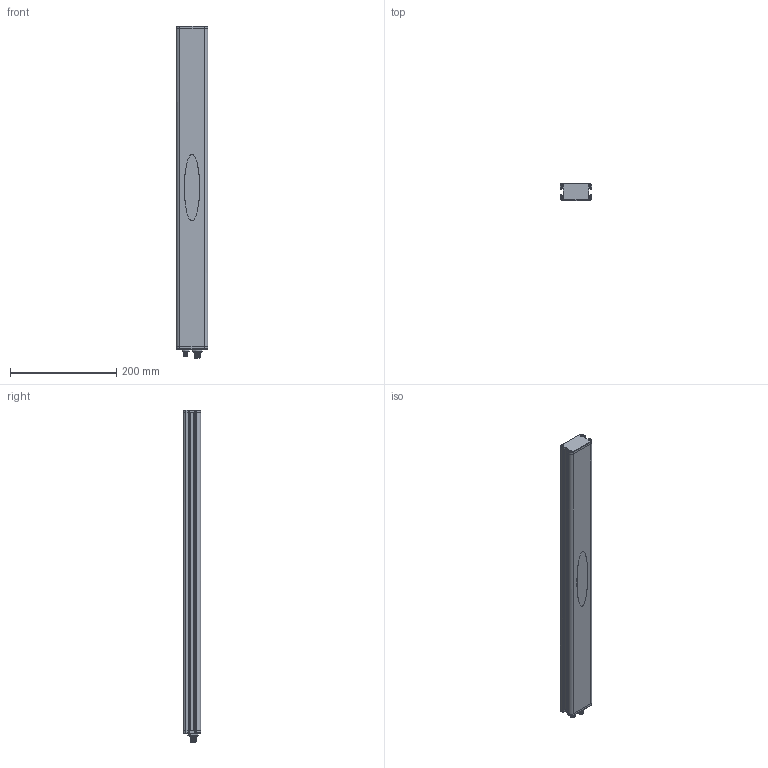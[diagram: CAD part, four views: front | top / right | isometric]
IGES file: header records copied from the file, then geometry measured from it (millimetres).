
Start section:  PTC IGES file: 142123.igs
Global section: file name: 142123.igs; native system: Pro/ENGINEER by Parametric Technology Corporation; preprocessor: 2009141; author: banengservice; organization: Unknown; date: 20100618.144534; units: inch
Bounding box: 59.4 x 32.7 x 623.76 mm (x, y, z)
Volume: 400512.6 mm3; surface area: 255800.1 mm2
Topology: 1 solids, 1 shells, 669 faces, 1840 edges, 1182 vertices
Faces by surface type: bspline 359, revolution 310
